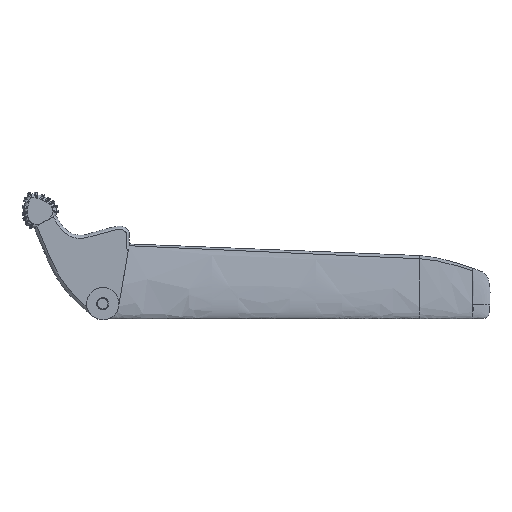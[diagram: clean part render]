
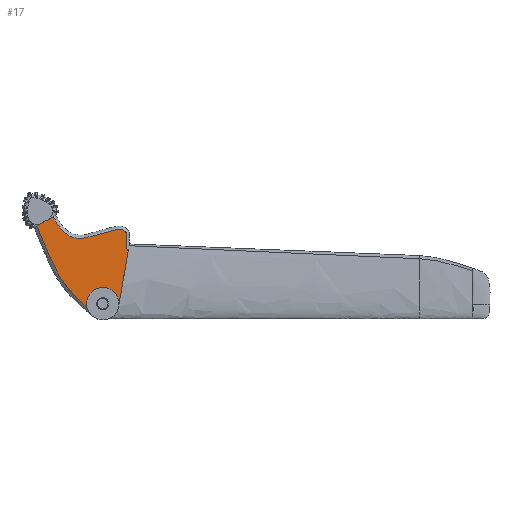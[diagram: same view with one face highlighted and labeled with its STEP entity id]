
A CAD part, top view. The second image highlights one B-rep face of the part: STEP entity #17.
In plain terms, the highlighted free-form (B-spline) face has degree [1, 1] with [2, 2] control points.
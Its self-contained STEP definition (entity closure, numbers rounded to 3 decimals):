
#17 = ADVANCED_FACE('',(#18),#107,.T.);
#18 = FACE_BOUND('',#19,.T.);
#19 = EDGE_LOOP('',(#20,#37,#45,#55,#62,#102));
#20 = ORIENTED_EDGE('',*,*,#21,.F.);
#21 = EDGE_CURVE('',#22,#24,#26,.T.);
#22 = VERTEX_POINT('',#23);
#23 = CARTESIAN_POINT('',(97.453,21.305,
    15.367));
#24 = VERTEX_POINT('',#25);
#25 = CARTESIAN_POINT('',(22.981,142.056,
    15.367));
#26 = B_SPLINE_CURVE_WITH_KNOTS('',3,(#27,#28,#29,#30,#31,#32,#33,#34,
    #35,#36),.UNSPECIFIED.,.F.,.F.,(4,2,2,2,4),(-16.102,
    -12.046,-7.499,-0.802,-0.044)
  ,.UNSPECIFIED.);
#27 = CARTESIAN_POINT('',(97.453,21.305,
    15.367));
#28 = CARTESIAN_POINT('',(85.311,31.742,15.367
    ));
#29 = CARTESIAN_POINT('',(76.182,41.363,15.367
    ));
#30 = CARTESIAN_POINT('',(61.647,59.093,
    15.367));
#31 = CARTESIAN_POINT('',(56.322,67.505,15.367
    ));
#32 = CARTESIAN_POINT('',(45.629,87.411,
    15.367));
#33 = CARTESIAN_POINT('',(40.418,100.093,
    15.367));
#34 = CARTESIAN_POINT('',(24.83,137.608,
    15.367));
#35 = CARTESIAN_POINT('',(23.851,139.962,
    15.367));
#36 = CARTESIAN_POINT('',(22.981,142.056,
    15.367));
#37 = ORIENTED_EDGE('',*,*,#38,.T.);
#38 = EDGE_CURVE('',#22,#39,#41,.T.);
#39 = VERTEX_POINT('',#40);
#40 = CARTESIAN_POINT('',(96.761,27.015,
    15.367));
#41 = ( BOUNDED_CURVE() B_SPLINE_CURVE(2,(#42,#43,#44),.UNSPECIFIED.,.F.
,.F.) B_SPLINE_CURVE_WITH_KNOTS((3,3),(2.9,3.142),
.PIECEWISE_BEZIER_KNOTS.) CURVE() GEOMETRIC_REPRESENTATION_ITEM() 
RATIONAL_B_SPLINE_CURVE((1.,0.993,1.)) REPRESENTATION_ITEM('') 
  );
#42 = CARTESIAN_POINT('',(97.453,21.305,
    15.367));
#43 = CARTESIAN_POINT('',(96.761,24.118,
    15.367));
#44 = CARTESIAN_POINT('',(96.761,27.015,
    15.367));
#45 = ORIENTED_EDGE('',*,*,#46,.T.);
#46 = EDGE_CURVE('',#39,#47,#49,.T.);
#47 = VERTEX_POINT('',#48);
#48 = CARTESIAN_POINT('',(144.225,22.94,
    15.367));
#49 = ( BOUNDED_CURVE() B_SPLINE_CURVE(2,(#50,#51,#52,#53,#54),
.UNSPECIFIED.,.F.,.F.) B_SPLINE_CURVE_WITH_KNOTS((3,2,3),(3.142,
4.798,6.454),.PIECEWISE_BEZIER_KNOTS.) CURVE() 
GEOMETRIC_REPRESENTATION_ITEM() RATIONAL_B_SPLINE_CURVE((1.,
0.676,1.,0.676,1.)) REPRESENTATION_ITEM('') );
#50 = CARTESIAN_POINT('',(96.761,27.015,
    15.367));
#51 = CARTESIAN_POINT('',(96.761,53.062,
    15.367));
#52 = CARTESIAN_POINT('',(122.712,50.834,
    15.367));
#53 = CARTESIAN_POINT('',(148.664,48.606,
    15.367));
#54 = CARTESIAN_POINT('',(144.225,22.94,
    15.367));
#55 = ORIENTED_EDGE('',*,*,#56,.F.);
#56 = EDGE_CURVE('',#57,#47,#59,.T.);
#57 = VERTEX_POINT('',#58);
#58 = CARTESIAN_POINT('',(157.366,98.916,
    15.367));
#59 = B_SPLINE_CURVE_WITH_KNOTS('',1,(#60,#61),.UNSPECIFIED.,.F.,.F.,(2,
    2),(-60.426,26.56),.PIECEWISE_BEZIER_KNOTS.);
#60 = CARTESIAN_POINT('',(157.366,98.916,
    15.367));
#61 = CARTESIAN_POINT('',(144.225,22.94,
    15.367));
#62 = ORIENTED_EDGE('',*,*,#63,.F.);
#63 = EDGE_CURVE('',#64,#57,#66,.T.);
#64 = VERTEX_POINT('',#65);
#65 = CARTESIAN_POINT('',(47.058,156.101,
    15.367));
#66 = B_SPLINE_CURVE_WITH_KNOTS('',3,(#67,#68,#69,#70,#71,#72,#73,#74,
    #75,#76,#77,#78,#79,#80,#81,#82,#83,#84,#85,#86,#87,#88,#89,#90,#91,
    #92,#93,#94,#95,#96,#97,#98,#99,#100,#101),.UNSPECIFIED.,.F.,.F.,(4,
    2,2,2,2,2,2,2,2,2,2,2,2,2,2,3,4),(-12.563,-11.555,
    -10.572,-9.754,-8.666,-7.424,
    -6.296,-5.362,-4.813,-4.459,
    -4.3,-4.173,-3.977,-3.701,
    -3.302,-1.279,-1.199),.UNSPECIFIED.);
#67 = CARTESIAN_POINT('',(47.058,156.101,
    15.367));
#68 = CARTESIAN_POINT('',(49.276,151.64,15.367
    ));
#69 = CARTESIAN_POINT('',(51.816,147.236,
    15.367));
#70 = CARTESIAN_POINT('',(57.527,139.248,
    15.367));
#71 = CARTESIAN_POINT('',(60.797,135.484,
    15.367));
#72 = CARTESIAN_POINT('',(67.659,129.828,
    15.367));
#73 = CARTESIAN_POINT('',(71.049,127.773,15.367)
  );
#74 = CARTESIAN_POINT('',(79.872,124.449,
    15.367));
#75 = CARTESIAN_POINT('',(84.98,123.896,
    15.367));
#76 = CARTESIAN_POINT('',(94.92,124.277,
    15.367));
#77 = CARTESIAN_POINT('',(98.228,125.339,
    15.367));
#78 = CARTESIAN_POINT('',(108.77,128.556,
    15.367));
#79 = CARTESIAN_POINT('',(118.47,131.473,
    15.367));
#80 = CARTESIAN_POINT('',(138.159,136.489,
    15.367));
#81 = CARTESIAN_POINT('',(142.291,137.188,15.367
    ));
#82 = CARTESIAN_POINT('',(146.134,137.496,
    15.367));
#83 = CARTESIAN_POINT('',(147.129,137.449,15.367
    ));
#84 = CARTESIAN_POINT('',(148.466,137.22,
    15.367));
#85 = CARTESIAN_POINT('',(149.904,136.923,
    15.367));
#86 = CARTESIAN_POINT('',(152.777,135.094,
    15.367));
#87 = CARTESIAN_POINT('',(153.705,134.378,15.367
    ));
#88 = CARTESIAN_POINT('',(154.986,132.986,
    15.367));
#89 = CARTESIAN_POINT('',(155.275,132.487,
    15.367));
#90 = CARTESIAN_POINT('',(155.706,131.516,
    15.367));
#91 = CARTESIAN_POINT('',(155.847,130.832,
    15.367));
#92 = CARTESIAN_POINT('',(155.934,128.362,
    15.367));
#93 = CARTESIAN_POINT('',(155.769,126.539,15.367
    ));
#94 = CARTESIAN_POINT('',(155.599,120.776,
    15.367));
#95 = CARTESIAN_POINT('',(155.769,118.674,15.367)
  );
#96 = CARTESIAN_POINT('',(156.345,111.542,
    15.367));
#97 = CARTESIAN_POINT('',(156.827,105.583,15.367
    ));
#98 = CARTESIAN_POINT('',(157.308,99.625,15.367
    ));
#99 = CARTESIAN_POINT('',(157.327,99.388,
    15.367));
#100 = CARTESIAN_POINT('',(157.346,99.152,
    15.367));
#101 = CARTESIAN_POINT('',(157.366,98.916,
    15.367));
#102 = ORIENTED_EDGE('',*,*,#103,.F.);
#103 = EDGE_CURVE('',#24,#64,#104,.T.);
#104 = B_SPLINE_CURVE_WITH_KNOTS('',1,(#105,#106),.UNSPECIFIED.,.F.,.F.,
  (2,2),(-10.101,21.346),.PIECEWISE_BEZIER_KNOTS.);
#105 = CARTESIAN_POINT('',(22.981,142.056,
    15.367));
#106 = CARTESIAN_POINT('',(47.058,156.101,
    15.367));
#107 = B_SPLINE_SURFACE_WITH_KNOTS('',1,1,(
    (#108,#109)
    ,(#110,#111
    )),.UNSPECIFIED.,.F.,.F.,.F.,(2,2),(2,2),(-85.972,
    65.638),(-64.543,87.531),
  .PIECEWISE_BEZIER_KNOTS.);
#108 = CARTESIAN_POINT('',(22.981,21.305,
    15.367));
#109 = CARTESIAN_POINT('',(22.981,156.101,
    15.367));
#110 = CARTESIAN_POINT('',(157.366,21.305,
    15.367));
#111 = CARTESIAN_POINT('',(157.366,156.101,
    15.367));
